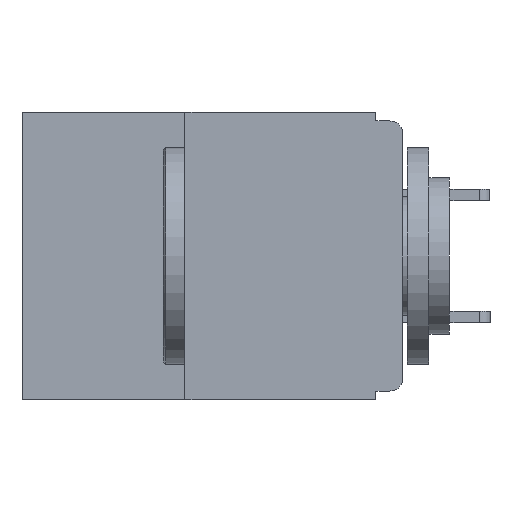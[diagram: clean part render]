
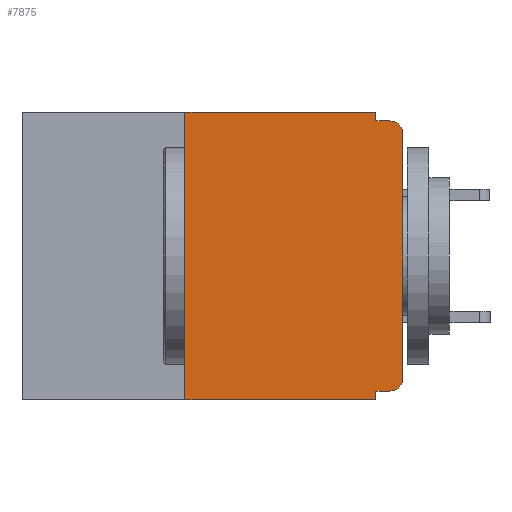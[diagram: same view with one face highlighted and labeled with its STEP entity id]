
A CAD part, left-side view. The second image highlights one B-rep face of the part: STEP entity #7875.
In plain terms, the highlighted planar face has unit normal (-1, 0, 0).
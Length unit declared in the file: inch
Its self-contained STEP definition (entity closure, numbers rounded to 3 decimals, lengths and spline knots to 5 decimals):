
#424 = CIRCLE ( 'NONE', #20073, 0.015 ) ;
#531 = DIRECTION ( 'NONE',  ( 0., -1., 0. ) ) ;
#577 = CARTESIAN_POINT ( 'NONE',  ( 0., 0.015, -0.32 ) ) ;
#945 = VERTEX_POINT ( 'NONE', #13000 ) ;
#1305 = DIRECTION ( 'NONE',  ( 0., 0., 1. ) ) ;
#1360 = LINE ( 'NONE', #18478, #5509 ) ;
#1888 = VECTOR ( 'NONE', #5110, 39.37008 ) ;
#2088 = CARTESIAN_POINT ( 'NONE',  ( 0., 0.031, 0. ) ) ;
#3214 = CARTESIAN_POINT ( 'NONE',  ( 0., 0.031, 0. ) ) ;
#3860 = DIRECTION ( 'NONE',  ( 0., 0., -1. ) ) ;
#4195 = VECTOR ( 'NONE', #20109, 39.37008 ) ;
#4225 = EDGE_CURVE ( 'NONE', #17458, #6442, #1360, .T. ) ;
#4276 = CARTESIAN_POINT ( 'NONE',  ( 0., 0., -0.01 ) ) ;
#4527 = CARTESIAN_POINT ( 'NONE',  ( 0., 0.031, -0.33 ) ) ;
#4897 = VERTEX_POINT ( 'NONE', #19753 ) ;
#4996 = VERTEX_POINT ( 'NONE', #10407 ) ;
#5110 = DIRECTION ( 'NONE',  ( 0., -1., 0. ) ) ;
#5112 = VECTOR ( 'NONE', #531, 39.37008 ) ;
#5509 = VECTOR ( 'NONE', #5883, 39.37008 ) ;
#5883 = DIRECTION ( 'NONE',  ( 0., 0., 1. ) ) ;
#6307 = DIRECTION ( 'NONE',  ( 0., 0., -1. ) ) ;
#6442 = VERTEX_POINT ( 'NONE', #12919 ) ;
#6852 = CARTESIAN_POINT ( 'NONE',  ( 0., 0.437, 0. ) ) ;
#7153 = CARTESIAN_POINT ( 'NONE',  ( 0., 0.015, -0.305 ) ) ;
#7256 = CARTESIAN_POINT ( 'NONE',  ( 0., 0.031, -0.32 ) ) ;
#7261 = ORIENTED_EDGE ( 'NONE', *, *, #10105, .T. ) ;
#7507 = EDGE_CURVE ( 'NONE', #11761, #22597, #8214, .T. ) ;
#7596 = VECTOR ( 'NONE', #3860, 39.37008 ) ;
#7644 = VECTOR ( 'NONE', #15089, 39.37008 ) ;
#7875 = ADVANCED_FACE ( 'NONE', ( #11750 ), #11003, .F. ) ;
#7877 = ORIENTED_EDGE ( 'NONE', *, *, #11300, .F. ) ;
#8214 = LINE ( 'NONE', #15151, #7644 ) ;
#8518 = CARTESIAN_POINT ( 'NONE',  ( 0., 0.015, -0.025 ) ) ;
#8943 = DIRECTION ( 'NONE',  ( 0., 0., -1. ) ) ;
#9721 = VERTEX_POINT ( 'NONE', #17939 ) ;
#10105 = EDGE_CURVE ( 'NONE', #22082, #945, #17079, .T. ) ;
#10220 = CARTESIAN_POINT ( 'NONE',  ( 0., 0., 0. ) ) ;
#10345 = DIRECTION ( 'NONE',  ( 0., 0., -1. ) ) ;
#10400 = ORIENTED_EDGE ( 'NONE', *, *, #18772, .F. ) ;
#10407 = CARTESIAN_POINT ( 'NONE',  ( 0., 0.015, -0.01 ) ) ;
#10426 = ORIENTED_EDGE ( 'NONE', *, *, #21324, .F. ) ;
#10556 = DIRECTION ( 'NONE',  ( 0., 0., -1. ) ) ;
#10583 = DIRECTION ( 'NONE',  ( 1., 0., 0. ) ) ;
#10633 = CARTESIAN_POINT ( 'NONE',  ( 0., 0.437, 0. ) ) ;
#10692 = ORIENTED_EDGE ( 'NONE', *, *, #4225, .F. ) ;
#10787 = ORIENTED_EDGE ( 'NONE', *, *, #22763, .T. ) ;
#11003 = PLANE ( 'NONE',  #14491 ) ;
#11300 = EDGE_CURVE ( 'NONE', #9721, #4996, #21778, .T. ) ;
#11367 = AXIS2_PLACEMENT_3D ( 'NONE', #7153, #19511, #8943 ) ;
#11750 = FACE_OUTER_BOUND ( 'NONE', #12287, .T. ) ;
#11761 = VERTEX_POINT ( 'NONE', #577 ) ;
#12031 = LINE ( 'NONE', #6852, #1888 ) ;
#12287 = EDGE_LOOP ( 'NONE', ( #7261, #16847, #7877, #10400, #10426, #10692, #10787, #13590, #14598, #14618 ) ) ;
#12293 = VECTOR ( 'NONE', #6307, 39.37008 ) ;
#12919 = CARTESIAN_POINT ( 'NONE',  ( 0., 0.25, 0. ) ) ;
#13000 = CARTESIAN_POINT ( 'NONE',  ( 0., 0., -0.025 ) ) ;
#13200 = CARTESIAN_POINT ( 'NONE',  ( 0., 0.437, -0.33 ) ) ;
#13590 = ORIENTED_EDGE ( 'NONE', *, *, #15716, .F. ) ;
#14491 = AXIS2_PLACEMENT_3D ( 'NONE', #10633, #10583, #10556 ) ;
#14535 = CIRCLE ( 'NONE', #11367, 0.015 ) ;
#14598 = ORIENTED_EDGE ( 'NONE', *, *, #7507, .F. ) ;
#14618 = ORIENTED_EDGE ( 'NONE', *, *, #14766, .T. ) ;
#14701 = LINE ( 'NONE', #13200, #5112 ) ;
#14766 = EDGE_CURVE ( 'NONE', #11761, #22082, #14535, .T. ) ;
#15089 = DIRECTION ( 'NONE',  ( 0., 1., 0. ) ) ;
#15151 = CARTESIAN_POINT ( 'NONE',  ( 0., 0., -0.32 ) ) ;
#15716 = EDGE_CURVE ( 'NONE', #22597, #4897, #21458, .T. ) ;
#15842 = EDGE_CURVE ( 'NONE', #945, #4996, #424, .T. ) ;
#15908 = CARTESIAN_POINT ( 'NONE',  ( 0., 0.25, -0.33 ) ) ;
#16847 = ORIENTED_EDGE ( 'NONE', *, *, #15842, .T. ) ;
#17079 = LINE ( 'NONE', #10220, #21100 ) ;
#17458 = VERTEX_POINT ( 'NONE', #15908 ) ;
#17939 = CARTESIAN_POINT ( 'NONE',  ( 0., 0.031, -0.01 ) ) ;
#18132 = LINE ( 'NONE', #2088, #7596 ) ;
#18478 = CARTESIAN_POINT ( 'NONE',  ( 0., 0.25, -0.33 ) ) ;
#18772 = EDGE_CURVE ( 'NONE', #19831, #9721, #18132, .T. ) ;
#19511 = DIRECTION ( 'NONE',  ( -1., 0., 0. ) ) ;
#19753 = CARTESIAN_POINT ( 'NONE',  ( 0., 0.031, -0.33 ) ) ;
#19831 = VERTEX_POINT ( 'NONE', #3214 ) ;
#20073 = AXIS2_PLACEMENT_3D ( 'NONE', #8518, #20813, #10345 ) ;
#20109 = DIRECTION ( 'NONE',  ( 0., -1., 0. ) ) ;
#20813 = DIRECTION ( 'NONE',  ( -1., 0., 0. ) ) ;
#21100 = VECTOR ( 'NONE', #1305, 39.37008 ) ;
#21324 = EDGE_CURVE ( 'NONE', #6442, #19831, #12031, .T. ) ;
#21458 = LINE ( 'NONE', #4527, #12293 ) ;
#21652 = CARTESIAN_POINT ( 'NONE',  ( 0., 0., -0.305 ) ) ;
#21778 = LINE ( 'NONE', #4276, #4195 ) ;
#22082 = VERTEX_POINT ( 'NONE', #21652 ) ;
#22597 = VERTEX_POINT ( 'NONE', #7256 ) ;
#22763 = EDGE_CURVE ( 'NONE', #17458, #4897, #14701, .T. ) ;
